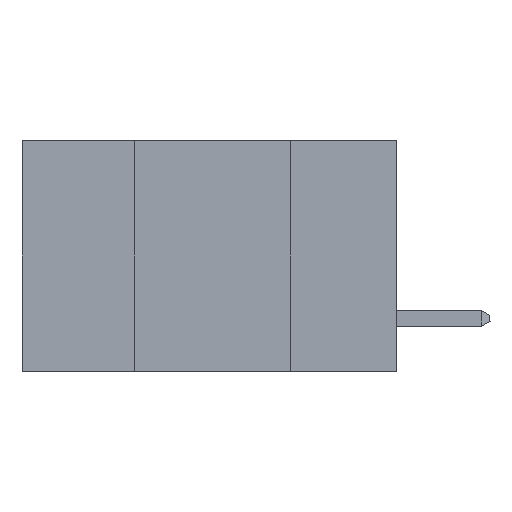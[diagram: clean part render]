
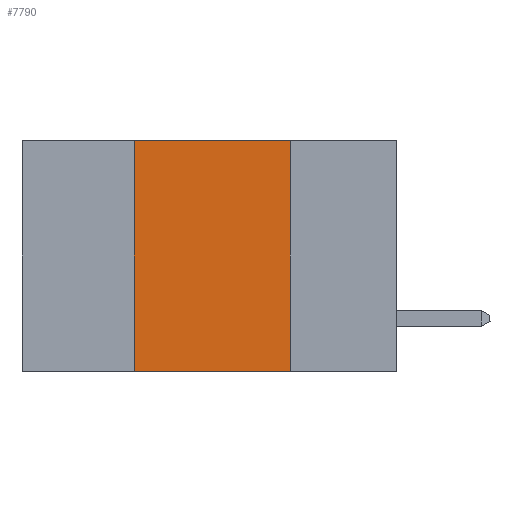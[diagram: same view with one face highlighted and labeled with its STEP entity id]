
A CAD part, left-side view. The second image highlights one B-rep face of the part: STEP entity #7790.
In plain terms, the highlighted planar face has unit normal (-1, 0, 0).
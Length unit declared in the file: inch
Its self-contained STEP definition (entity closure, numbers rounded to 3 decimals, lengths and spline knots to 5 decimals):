
#110 = DIRECTION ( 'NONE',  ( 1., 0., 0. ) ) ;
#301 = ORIENTED_EDGE ( 'NONE', *, *, #13235, .F. ) ;
#357 = CARTESIAN_POINT ( 'NONE',  ( 0., 0.42, 0. ) ) ;
#1270 = CARTESIAN_POINT ( 'NONE',  ( 0., 0.17, -0.37 ) ) ;
#1767 = EDGE_CURVE ( 'NONE', #13405, #5265, #14693, .T. ) ;
#2308 = EDGE_LOOP ( 'NONE', ( #301, #6593, #12144, #14720 ) ) ;
#2370 = CARTESIAN_POINT ( 'NONE',  ( 0., 0.6, 0. ) ) ;
#2600 = VERTEX_POINT ( 'NONE', #12698 ) ;
#2956 = FACE_OUTER_BOUND ( 'NONE', #2308, .T. ) ;
#3145 = EDGE_CURVE ( 'NONE', #13405, #7462, #15152, .T. ) ;
#5078 = DIRECTION ( 'NONE',  ( 0., 0., -1. ) ) ;
#5179 = LINE ( 'NONE', #13382, #11603 ) ;
#5265 = VERTEX_POINT ( 'NONE', #1270 ) ;
#5721 = CARTESIAN_POINT ( 'NONE',  ( 0., 0.6, -0.37 ) ) ;
#5905 = VECTOR ( 'NONE', #12330, 39.37008 ) ;
#6363 = CARTESIAN_POINT ( 'NONE',  ( 0., 0.6, 0. ) ) ;
#6593 = ORIENTED_EDGE ( 'NONE', *, *, #11427, .F. ) ;
#7462 = VERTEX_POINT ( 'NONE', #10261 ) ;
#7619 = PLANE ( 'NONE',  #14911 ) ;
#7790 = ADVANCED_FACE ( 'NONE', ( #2956 ), #7619, .F. ) ;
#8853 = DIRECTION ( 'NONE',  ( 0., 0., -1. ) ) ;
#10163 = CARTESIAN_POINT ( 'NONE',  ( 0., 0.42, -0.37 ) ) ;
#10261 = CARTESIAN_POINT ( 'NONE',  ( 0., 0.42, 0. ) ) ;
#10747 = LINE ( 'NONE', #2370, #13776 ) ;
#10917 = DIRECTION ( 'NONE',  ( 0., -1., 0. ) ) ;
#11427 = EDGE_CURVE ( 'NONE', #7462, #2600, #10747, .T. ) ;
#11603 = VECTOR ( 'NONE', #5078, 39.37008 ) ;
#11784 = VECTOR ( 'NONE', #12127, 39.37008 ) ;
#12127 = DIRECTION ( 'NONE',  ( 0., -1., 0. ) ) ;
#12144 = ORIENTED_EDGE ( 'NONE', *, *, #3145, .F. ) ;
#12330 = DIRECTION ( 'NONE',  ( 0., 0., 1. ) ) ;
#12698 = CARTESIAN_POINT ( 'NONE',  ( 0., 0.17, 0. ) ) ;
#13235 = EDGE_CURVE ( 'NONE', #2600, #5265, #5179, .T. ) ;
#13382 = CARTESIAN_POINT ( 'NONE',  ( 0., 0.17, 0. ) ) ;
#13405 = VERTEX_POINT ( 'NONE', #10163 ) ;
#13776 = VECTOR ( 'NONE', #10917, 39.37008 ) ;
#14693 = LINE ( 'NONE', #5721, #11784 ) ;
#14720 = ORIENTED_EDGE ( 'NONE', *, *, #1767, .T. ) ;
#14911 = AXIS2_PLACEMENT_3D ( 'NONE', #6363, #110, #8853 ) ;
#15152 = LINE ( 'NONE', #357, #5905 ) ;
